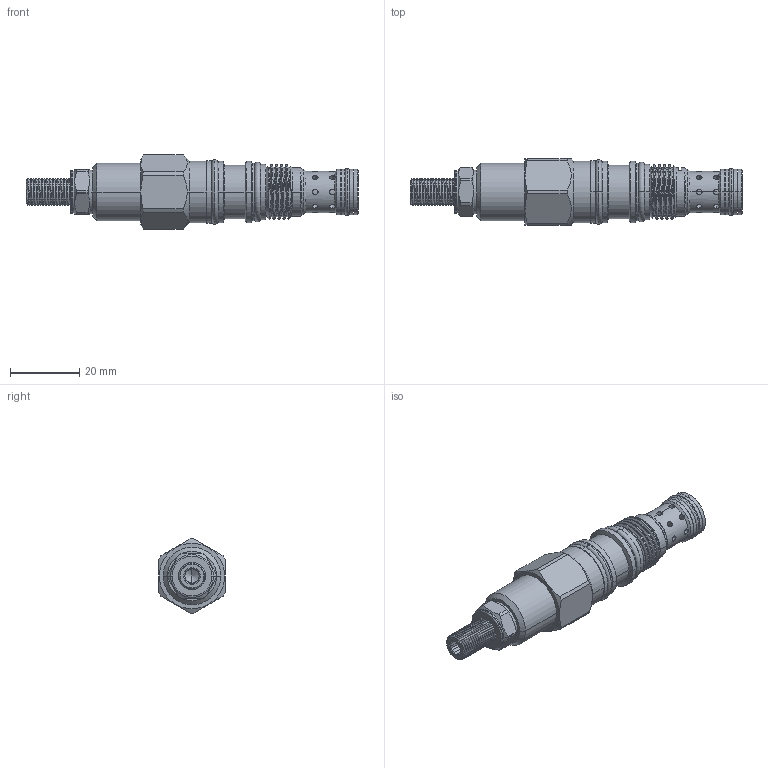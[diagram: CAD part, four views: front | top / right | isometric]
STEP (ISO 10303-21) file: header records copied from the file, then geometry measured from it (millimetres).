
FILE_DESCRIPTION (( 'STEP AP203' ), '1' );
FILE_NAME ('SQ163A30-L.STEP', '2020-03-25T02:31:32', ( '' ), ( '' ), 'SwSTEP 2.0', 'SolidWorks 2018', '' );
FILE_SCHEMA (( 'CONFIG_CONTROL_DESIGN' ));
Length unit declared in the file: millimetre
Products named in the file (1): SQ163A30-L
Bounding box: 95.8 x 19.05 x 21.4 mm (x, y, z)
Volume: 16884.4 mm3; surface area: 7451.6 mm2
Topology: 6 solids, 6 shells, 290 faces, 713 edges, 449 vertices
Faces by surface type: cylinder 172, plane 55, cone 40, torus 19, bspline 4
Entity records: 16175 total; most frequent: CARTESIAN_POINT 9588, ORIENTED_EDGE 1422, DIRECTION 1303, EDGE_CURVE 711, AXIS2_PLACEMENT_3D 530, VERTEX_POINT 449, EDGE_LOOP 318, ADVANCED_FACE 290
